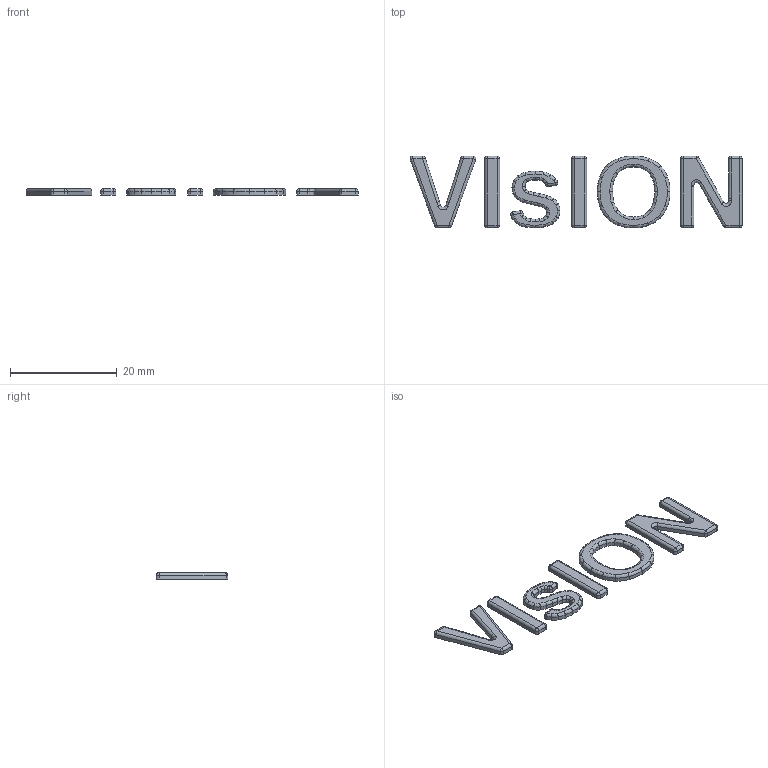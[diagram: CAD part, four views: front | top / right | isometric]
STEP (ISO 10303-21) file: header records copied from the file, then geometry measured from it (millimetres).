
FILE_DESCRIPTION(('FreeCAD Model'),'2;1');
FILE_NAME('VIsION-logo.step','2019-07-29T11:44:37',('Author'),(''), 'Open CASCADE STEP processor 7.3','FreeCAD','Unknown');
FILE_SCHEMA(('AUTOMOTIVE_DESIGN { 1 0 10303 214 1 1 1 1 }'));
Length unit declared in the file: millimetre
Products named in the file (1): Fusion
Bounding box: 62.2 x 13.45 x 1.2 mm (x, y, z)
Volume: 444.3 mm3; surface area: 1087.3 mm2
Topology: 6 solids, 6 shells, 288 faces, 690 edges, 388 vertices
Faces by surface type: bspline 93, extrusion 82, cylinder 49, plane 39, sphere 22, torus 3
Entity records: 24450 total; most frequent: CARTESIAN_POINT 11061, DIRECTION 1482, ORIENTED_EDGE 1328, PCURVE 1328, DEFINITIONAL_REPRESENTATION 1328, VECTOR 1033, LINE 951, B_SPLINE_CURVE_WITH_KNOTS 760
